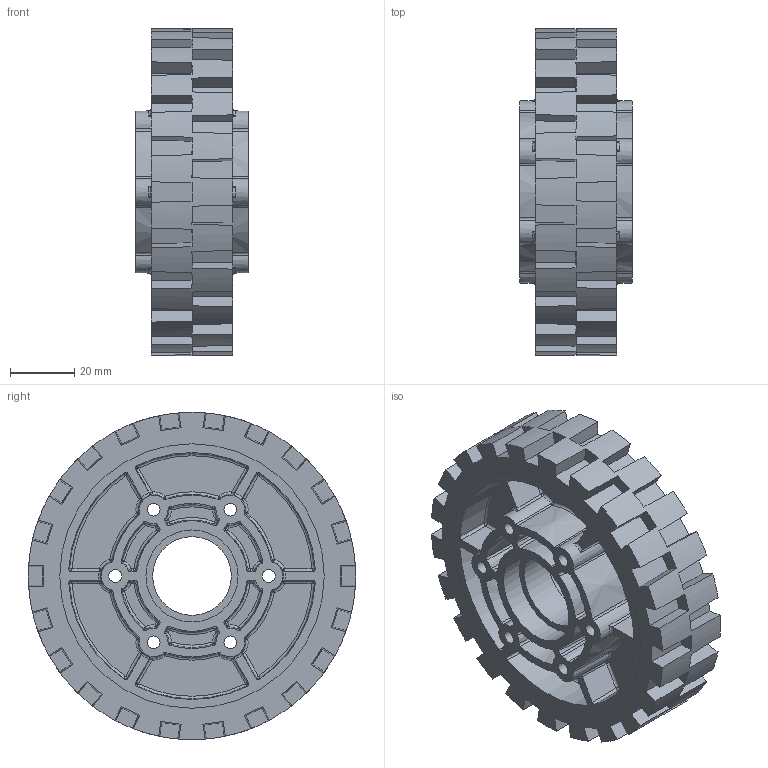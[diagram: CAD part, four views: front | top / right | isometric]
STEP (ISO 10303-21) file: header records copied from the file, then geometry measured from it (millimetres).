
FILE_DESCRIPTION(/* description */ (''),/* implementation_level */ '2;1');
FILE_NAME(/* name */ '4 in HiGrip Wheel.iam.step',/* time_stamp */ '2015-01-02T19:29:39-08:00',/* author */ ('Philip'),/* organization */ (''),/* preprocessor_version */ 'ST-DEVELOPER v15.6',/* originating_system */ 'Autodesk Inventor 2015',/* authorisation */ '');
FILE_SCHEMA (('AUTOMOTIVE_DESIGN { 1 0 10303 214 3 1 1 }'));
Length unit declared in the file: inch
Products named in the file (3): 4in 2013 Hub; 4 in tread; 4 in HiGrip Wheel
Assembly tree (2 placements, depth 2):
  4 in HiGrip Wheel
    4in 2013 Hub
    4 in tread
Bounding box: 34.92 x 101.58 x 101.59 mm (x, y, z)
Volume: 123493.1 mm3; surface area: 76018.7 mm2
Topology: 3 solids, 3 shells, 807 faces, 1938 edges, 1153 vertices
Faces by surface type: plane 258, sphere 144, bspline 144, torus 108, cone 88, cylinder 65
Full cylindrical faces by diameter (mm): 3.988 x12, 24.435 x2, 28.575 x2, 101.6 x1
Entity records: 25557 total; most frequent: CARTESIAN_POINT 7286, DIRECTION 3950, ORIENTED_EDGE 3830, EDGE_CURVE 1915, AXIS2_PLACEMENT_3D 1727, VERTEX_POINT 1151, CIRCLE 947, EDGE_LOOP 874
